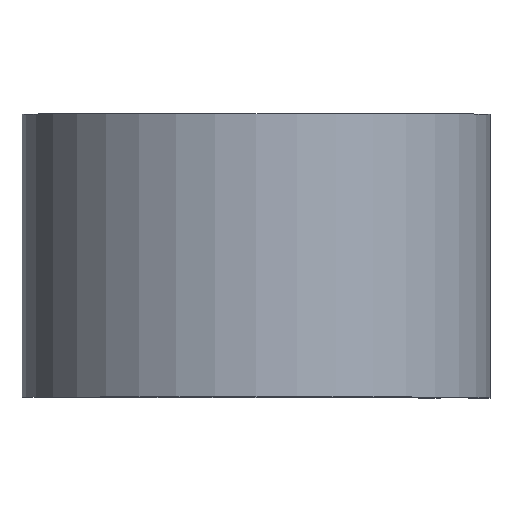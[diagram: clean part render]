
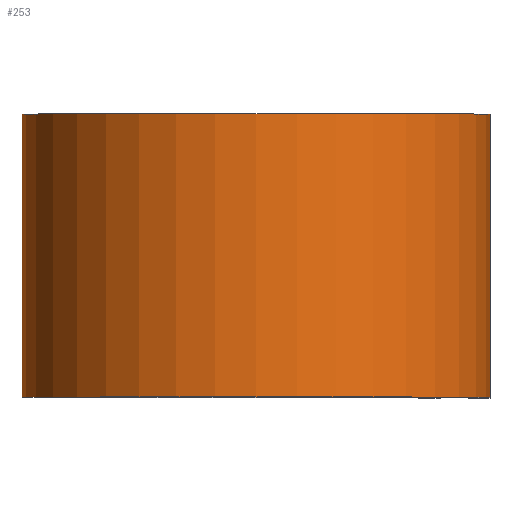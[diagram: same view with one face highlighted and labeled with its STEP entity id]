
A CAD part, top view. The second image highlights one B-rep face of the part: STEP entity #253.
In plain terms, the highlighted cylindrical face has radius 13.119 mm (diameter 26.238 mm), a partial arc.
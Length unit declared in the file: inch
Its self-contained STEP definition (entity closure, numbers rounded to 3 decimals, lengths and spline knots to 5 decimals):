
#32 = ORIENTED_EDGE ( 'NONE', *, *, #599, .F. ) ;
#42 = CARTESIAN_POINT ( 'NONE',  ( 0., -0.3125, -0.5165 ) ) ;
#56 = DIRECTION ( 'NONE',  ( 0., 1., 0. ) ) ;
#58 = ORIENTED_EDGE ( 'NONE', *, *, #96, .T. ) ;
#64 = CARTESIAN_POINT ( 'NONE',  ( 0., 0.3125, 0. ) ) ;
#96 = EDGE_CURVE ( 'NONE', #184, #497, #434, .T. ) ;
#113 = AXIS2_PLACEMENT_3D ( 'NONE', #259, #258, #221 ) ;
#150 = ORIENTED_EDGE ( 'NONE', *, *, #161, .T. ) ;
#154 = CARTESIAN_POINT ( 'NONE',  ( 0., 0.3125, -0.5165 ) ) ;
#161 = EDGE_CURVE ( 'NONE', #192, #184, #483, .T. ) ;
#184 = VERTEX_POINT ( 'NONE', #42 ) ;
#192 = VERTEX_POINT ( 'NONE', #154 ) ;
#221 = DIRECTION ( 'NONE',  ( 1., 0., 0. ) ) ;
#224 = LINE ( 'NONE', #596, #311 ) ;
#253 = ADVANCED_FACE ( 'NONE', ( #303 ), #296, .T. ) ;
#258 = DIRECTION ( 'NONE',  ( 0., 1., 0. ) ) ;
#259 = CARTESIAN_POINT ( 'NONE',  ( 0., -0.3125, 0. ) ) ;
#271 = CARTESIAN_POINT ( 'NONE',  ( 0.5165, -0.3125, 0. ) ) ;
#296 = CYLINDRICAL_SURFACE ( 'NONE', #645, 0.5165 ) ;
#303 = FACE_OUTER_BOUND ( 'NONE', #367, .T. ) ;
#311 = VECTOR ( 'NONE', #630, 39.37008 ) ;
#355 = DIRECTION ( 'NONE',  ( 1., 0., 0. ) ) ;
#357 = CIRCLE ( 'NONE', #654, 0.5165 ) ;
#367 = EDGE_LOOP ( 'NONE', ( #58, #584, #32, #150 ) ) ;
#370 = DIRECTION ( 'NONE',  ( 0., -1., 0. ) ) ;
#400 = VECTOR ( 'NONE', #370, 39.37008 ) ;
#434 = CIRCLE ( 'NONE', #113, 0.5165 ) ;
#483 = LINE ( 'NONE', #726, #400 ) ;
#497 = VERTEX_POINT ( 'NONE', #271 ) ;
#508 = VERTEX_POINT ( 'NONE', #537 ) ;
#537 = CARTESIAN_POINT ( 'NONE',  ( 0.5165, 0.3125, 0. ) ) ;
#556 = DIRECTION ( 'NONE',  ( 0., -1., 0. ) ) ;
#575 = EDGE_CURVE ( 'NONE', #508, #497, #224, .T. ) ;
#584 = ORIENTED_EDGE ( 'NONE', *, *, #575, .F. ) ;
#587 = DIRECTION ( 'NONE',  ( 0., 0., -1. ) ) ;
#596 = CARTESIAN_POINT ( 'NONE',  ( 0.5165, 0.3125, 0. ) ) ;
#598 = CARTESIAN_POINT ( 'NONE',  ( 0., 0.3125, 0. ) ) ;
#599 = EDGE_CURVE ( 'NONE', #192, #508, #357, .T. ) ;
#630 = DIRECTION ( 'NONE',  ( 0., -1., 0. ) ) ;
#645 = AXIS2_PLACEMENT_3D ( 'NONE', #598, #556, #587 ) ;
#654 = AXIS2_PLACEMENT_3D ( 'NONE', #64, #56, #355 ) ;
#726 = CARTESIAN_POINT ( 'NONE',  ( 0., 0.3125, -0.5165 ) ) ;
